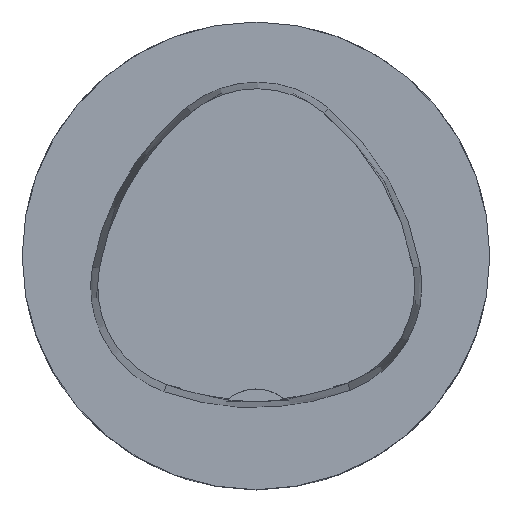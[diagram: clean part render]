
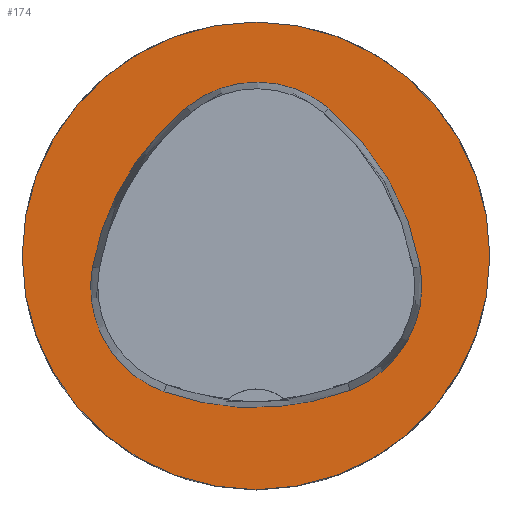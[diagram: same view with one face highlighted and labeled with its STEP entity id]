
A CAD part, top view. The second image highlights one B-rep face of the part: STEP entity #174.
In plain terms, the highlighted planar face has unit normal (0, 0, 1).
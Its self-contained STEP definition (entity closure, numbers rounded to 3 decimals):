
#46=PLANE('',#1372);
#174=ADVANCED_FACE('',(#510,#511),#46,.T.);
#510=FACE_BOUND('',#544,.T.);
#511=FACE_BOUND('',#545,.T.);
#544=EDGE_LOOP('',(#690,#691,#692,#693,#694,#695));
#545=EDGE_LOOP('',(#696));
#690=ORIENTED_EDGE('',*,*,#1140,.T.);
#691=ORIENTED_EDGE('',*,*,#1120,.T.);
#692=ORIENTED_EDGE('',*,*,#1124,.T.);
#693=ORIENTED_EDGE('',*,*,#1127,.T.);
#694=ORIENTED_EDGE('',*,*,#1130,.T.);
#695=ORIENTED_EDGE('',*,*,#1138,.T.);
#696=ORIENTED_EDGE('',*,*,#1111,.F.);
#993=VERTEX_POINT('',#1868);
#1002=VERTEX_POINT('',#1887);
#1003=VERTEX_POINT('',#1888);
#1006=VERTEX_POINT('',#1896);
#1008=VERTEX_POINT('',#1902);
#1010=VERTEX_POINT('',#1908);
#1017=VERTEX_POINT('',#1929);
#1111=EDGE_CURVE('',#993,#993,#1263,.T.);
#1120=EDGE_CURVE('',#1002,#1003,#1264,.T.);
#1124=EDGE_CURVE('',#1003,#1006,#1266,.T.);
#1127=EDGE_CURVE('',#1006,#1008,#1268,.T.);
#1130=EDGE_CURVE('',#1008,#1010,#1270,.T.);
#1138=EDGE_CURVE('',#1010,#1017,#1274,.T.);
#1140=EDGE_CURVE('',#1017,#1002,#1276,.T.);
#1263=CIRCLE('',#1344,31.5);
#1264=CIRCLE('',#1350,36.);
#1266=CIRCLE('',#1353,15.);
#1268=CIRCLE('',#1356,36.);
#1270=CIRCLE('',#1359,15.);
#1274=CIRCLE('',#1364,36.);
#1276=CIRCLE('',#1367,15.);
#1344=AXIS2_PLACEMENT_3D('',#1867,#1485,#1486);
#1350=AXIS2_PLACEMENT_3D('',#1886,#1501,#1502);
#1353=AXIS2_PLACEMENT_3D('',#1895,#1509,#1510);
#1356=AXIS2_PLACEMENT_3D('',#1901,#1516,#1517);
#1359=AXIS2_PLACEMENT_3D('',#1907,#1523,#1524);
#1364=AXIS2_PLACEMENT_3D('',#1930,#1535,#1536);
#1367=AXIS2_PLACEMENT_3D('',#1933,#1541,#1542);
#1372=AXIS2_PLACEMENT_3D('',#1938,#1551,#1552);
#1485=DIRECTION('',(0.,0.,-1.));
#1486=DIRECTION('',(-1.,0.,0.));
#1501=DIRECTION('',(0.,0.,-1.));
#1502=DIRECTION('',(-1.,0.,0.));
#1509=DIRECTION('',(0.,0.,-1.));
#1510=DIRECTION('',(-1.,0.,0.));
#1516=DIRECTION('',(0.,0.,-1.));
#1517=DIRECTION('',(-1.,0.,0.));
#1523=DIRECTION('',(0.,0.,-1.));
#1524=DIRECTION('',(-1.,0.,0.));
#1535=DIRECTION('',(0.,0.,-1.));
#1536=DIRECTION('',(-1.,0.,0.));
#1541=DIRECTION('',(0.,0.,-1.));
#1542=DIRECTION('',(-1.,0.,0.));
#1551=DIRECTION('',(0.,0.,1.));
#1552=DIRECTION('',(-1.,0.,0.));
#1867=CARTESIAN_POINT('',(0.,0.,0.));
#1868=CARTESIAN_POINT('',(-31.5,0.,0.));
#1886=CARTESIAN_POINT('',(13.398,-7.893,0.));
#1887=CARTESIAN_POINT('',(-22.041,-1.562,0.));
#1888=CARTESIAN_POINT('',(-9.317,20.036,0.));
#1895=CARTESIAN_POINT('',(0.148,8.399,0.));
#1896=CARTESIAN_POINT('',(9.779,19.898,0.));
#1901=CARTESIAN_POINT('',(-13.337,-7.7,0.));
#1902=CARTESIAN_POINT('',(22.122,-1.48,0.));
#1907=CARTESIAN_POINT('',(7.347,-4.071,0.));
#1908=CARTESIAN_POINT('',(12.693,-18.087,0.));
#1929=CARTESIAN_POINT('',(-12.373,-18.307,0.));
#1930=CARTESIAN_POINT('',(-0.137,15.55,0.));
#1933=CARTESIAN_POINT('',(-7.275,-4.2,0.));
#1938=CARTESIAN_POINT('',(0.,0.,0.));
